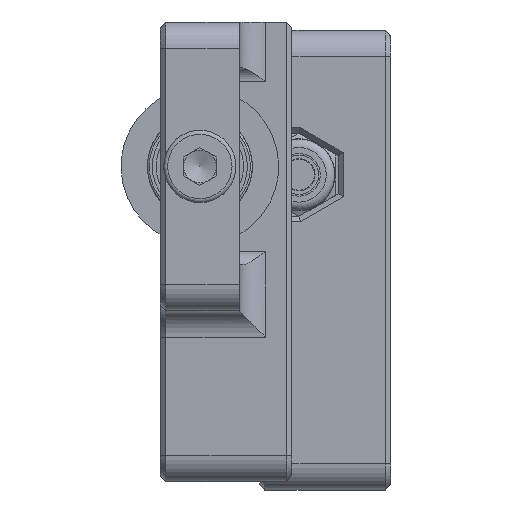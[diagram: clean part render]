
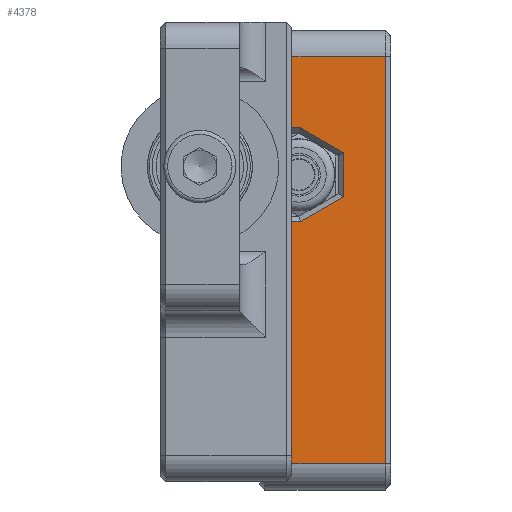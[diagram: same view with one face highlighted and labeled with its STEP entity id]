
A CAD part, front view. The second image highlights one B-rep face of the part: STEP entity #4378.
In plain terms, the highlighted planar face has unit normal (0, -1, 0).
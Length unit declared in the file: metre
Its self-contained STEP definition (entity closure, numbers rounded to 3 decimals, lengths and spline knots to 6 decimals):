
#294=LINE('',#7956,#640);
#295=LINE('',#7959,#641);
#296=LINE('',#7961,#642);
#297=LINE('',#7963,#643);
#298=LINE('',#7965,#644);
#299=LINE('',#7967,#645);
#300=LINE('',#7969,#646);
#301=LINE('',#7971,#647);
#302=LINE('',#7973,#648);
#303=LINE('',#7975,#649);
#640=VECTOR('',#5845,1.);
#641=VECTOR('',#5846,1.);
#642=VECTOR('',#5847,1.);
#643=VECTOR('',#5848,1.);
#644=VECTOR('',#5849,1.);
#645=VECTOR('',#5850,1.);
#646=VECTOR('',#5851,1.);
#647=VECTOR('',#5852,1.);
#648=VECTOR('',#5853,1.);
#649=VECTOR('',#5854,1.);
#1780=ORIENTED_EDGE('',*,*,#2602,.F.);
#1781=ORIENTED_EDGE('',*,*,#2603,.F.);
#1782=ORIENTED_EDGE('',*,*,#2604,.F.);
#1783=ORIENTED_EDGE('',*,*,#2605,.F.);
#1784=ORIENTED_EDGE('',*,*,#2606,.F.);
#1785=ORIENTED_EDGE('',*,*,#2607,.F.);
#1786=ORIENTED_EDGE('',*,*,#2608,.F.);
#1787=ORIENTED_EDGE('',*,*,#2609,.F.);
#1788=ORIENTED_EDGE('',*,*,#2610,.F.);
#1789=ORIENTED_EDGE('',*,*,#2611,.F.);
#2602=EDGE_CURVE('',#3088,#3089,#294,.T.);
#2603=EDGE_CURVE('',#3090,#3088,#295,.T.);
#2604=EDGE_CURVE('',#3091,#3090,#296,.T.);
#2605=EDGE_CURVE('',#3092,#3091,#297,.T.);
#2606=EDGE_CURVE('',#3093,#3092,#298,.T.);
#2607=EDGE_CURVE('',#3094,#3093,#299,.T.);
#2608=EDGE_CURVE('',#3095,#3094,#300,.T.);
#2609=EDGE_CURVE('',#3096,#3095,#301,.T.);
#2610=EDGE_CURVE('',#3097,#3096,#302,.F.);
#2611=EDGE_CURVE('',#3089,#3097,#303,.T.);
#3088=VERTEX_POINT('',#7957);
#3089=VERTEX_POINT('',#7958);
#3090=VERTEX_POINT('',#7960);
#3091=VERTEX_POINT('',#7962);
#3092=VERTEX_POINT('',#7964);
#3093=VERTEX_POINT('',#7966);
#3094=VERTEX_POINT('',#7968);
#3095=VERTEX_POINT('',#7970);
#3096=VERTEX_POINT('',#7972);
#3097=VERTEX_POINT('',#7974);
#3619=EDGE_LOOP('',(#1780,#1781,#1782,#1783,#1784,#1785,#1786,#1787,#1788,
#1789));
#3960=FACE_BOUND('',#3619,.T.);
#4145=PLANE('',#4866);
#4378=ADVANCED_FACE('',(#3960),#4145,.T.);
#4866=AXIS2_PLACEMENT_3D('',#7955,#5843,#5844);
#5843=DIRECTION('',(0.,-1.,0.));
#5844=DIRECTION('',(0.,0.,1.));
#5845=DIRECTION('',(1.,0.,0.));
#5846=DIRECTION('',(0.,0.,1.));
#5847=DIRECTION('',(-1.,0.,0.));
#5848=DIRECTION('',(-0.866,0.,0.5));
#5849=DIRECTION('',(0.,0.,1.));
#5850=DIRECTION('',(0.866,0.,0.5));
#5851=DIRECTION('',(1.,0.,0.));
#5852=DIRECTION('',(0.,0.,1.));
#5853=DIRECTION('',(1.,0.,0.));
#5854=DIRECTION('',(0.,0.,-1.));
#7955=CARTESIAN_POINT('',(-0.006,0.012,0.0175));
#7956=CARTESIAN_POINT('',(-0.006,0.012,0.033));
#7957=CARTESIAN_POINT('',(-0.0056,0.012,0.033));
#7958=CARTESIAN_POINT('',(0.0036,0.012,0.033));
#7959=CARTESIAN_POINT('',(-0.0056,0.012,0.033));
#7960=CARTESIAN_POINT('',(-0.0056,0.012,0.027575));
#7961=CARTESIAN_POINT('',(-0.006,0.012,0.027575));
#7962=CARTESIAN_POINT('',(-0.002893,0.012,0.027575));
#7963=CARTESIAN_POINT('',(-0.00086,0.012,0.026402));
#7964=CARTESIAN_POINT('',(0.0004,0.012,0.025674));
#7965=CARTESIAN_POINT('',(0.0004,0.012,0.0175));
#7966=CARTESIAN_POINT('',(0.0004,0.012,0.022326));
#7967=CARTESIAN_POINT('',(0.0002,0.012,0.02221));
#7968=CARTESIAN_POINT('',(-0.002893,0.012,0.020425));
#7969=CARTESIAN_POINT('',(-0.003,0.012,0.020425));
#7970=CARTESIAN_POINT('',(-0.0056,0.012,0.020425));
#7971=CARTESIAN_POINT('',(-0.0056,0.012,0.020825));
#7972=CARTESIAN_POINT('',(-0.0056,0.012,0.002));
#7973=CARTESIAN_POINT('',(-0.006,0.012,0.002));
#7974=CARTESIAN_POINT('',(0.0036,0.012,0.002));
#7975=CARTESIAN_POINT('',(0.0036,0.012,0.0175));
